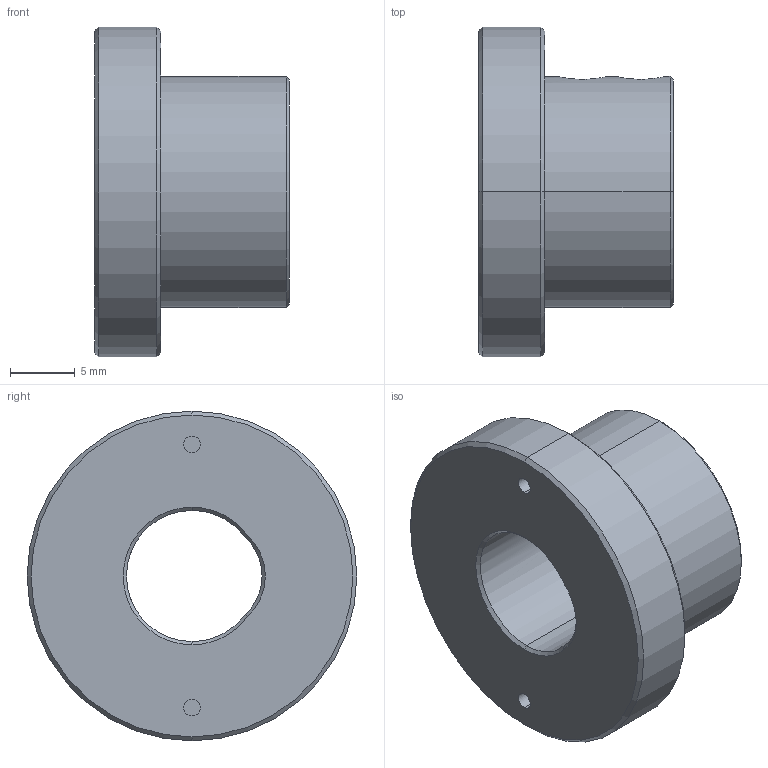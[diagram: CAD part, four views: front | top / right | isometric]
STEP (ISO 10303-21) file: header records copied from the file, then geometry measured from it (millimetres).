
FILE_DESCRIPTION (( 'STEP AP203' ), '1' );
FILE_NAME ('1.6.5.7_ZSG-1W10N.STEP', '2023-12-21T02:22:20', ( '' ), ( '' ), 'SwSTEP 2.0', 'SolidWorks 2021', '' );
FILE_SCHEMA (( 'CONFIG_CONTROL_DESIGN' ));
Length unit declared in the file: millimetre
Products named in the file (1): 1.6.5.7_ZSG-1W10N
Bounding box: 15 x 25.4 x 25.4 mm (x, y, z)
Volume: 3739.2 mm3; surface area: 2309.5 mm2
Topology: 1 solids, 1 shells, 45 faces, 98 edges, 60 vertices
Faces by surface type: cylinder 20, cone 14, plane 7, bspline 4
Entity records: 3937 total; most frequent: CARTESIAN_POINT 2878, DIRECTION 206, ORIENTED_EDGE 196, EDGE_CURVE 98, AXIS2_PLACEMENT_3D 88, VERTEX_POINT 60, EDGE_LOOP 56, CIRCLE 46
